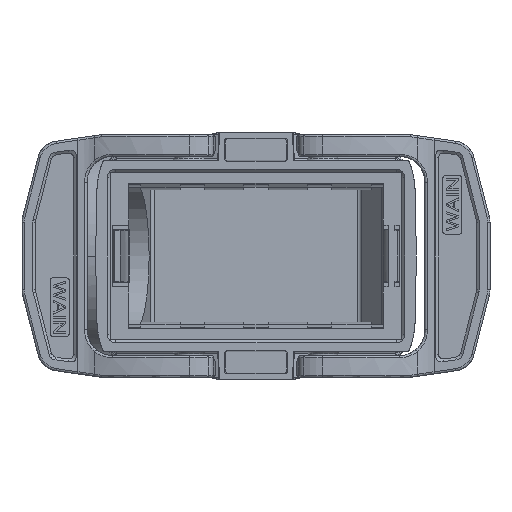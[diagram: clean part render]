
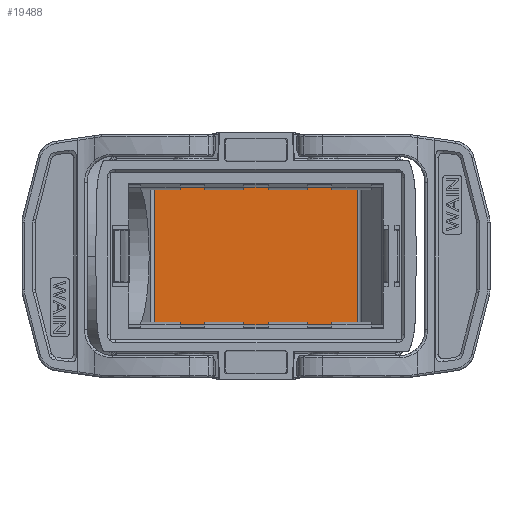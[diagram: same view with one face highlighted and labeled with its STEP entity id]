
A CAD part, front view. The second image highlights one B-rep face of the part: STEP entity #19488.
In plain terms, the highlighted planar face has unit normal (0, -1, 0).
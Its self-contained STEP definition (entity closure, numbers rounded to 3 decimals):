
#222=DIRECTION('',(0.,0.,-1.));
#223=VECTOR('',#222,34.003);
#224=CARTESIAN_POINT('',(-23.477,60.,17.002));
#225=LINE('',#224,#223);
#236=DIRECTION('',(1.,0.,0.));
#237=VECTOR('',#236,46.955);
#238=CARTESIAN_POINT('',(-23.477,60.,-17.002));
#239=LINE('',#238,#237);
#255=DIRECTION('',(0.,0.,1.));
#256=VECTOR('',#255,34.003);
#257=CARTESIAN_POINT('',(23.477,60.,-17.002));
#258=LINE('',#257,#256);
#274=DIRECTION('',(-1.,0.,0.));
#275=VECTOR('',#274,46.955);
#276=CARTESIAN_POINT('',(23.477,60.,17.002));
#277=LINE('',#276,#275);
#15749=CARTESIAN_POINT('',(-23.477,60.,17.002));
#15750=CARTESIAN_POINT('',(-23.477,60.,-17.002));
#15751=VERTEX_POINT('',#15749);
#15752=VERTEX_POINT('',#15750);
#15759=CARTESIAN_POINT('',(23.477,60.,-17.002));
#15760=VERTEX_POINT('',#15759);
#15765=CARTESIAN_POINT('',(23.477,60.,17.002));
#15766=VERTEX_POINT('',#15765);
#19473=CARTESIAN_POINT('',(0.,60.,0.));
#19474=DIRECTION('',(0.,1.,0.));
#19475=DIRECTION('',(1.,0.,0.));
#19476=AXIS2_PLACEMENT_3D('',#19473,#19474,#19475);
#19477=PLANE('',#19476);
#19479=ORIENTED_EDGE('',*,*,#19478,.F.);
#19481=ORIENTED_EDGE('',*,*,#19480,.F.);
#19483=ORIENTED_EDGE('',*,*,#19482,.F.);
#19485=ORIENTED_EDGE('',*,*,#19484,.F.);
#19486=EDGE_LOOP('',(#19479,#19481,#19483,#19485));
#19487=FACE_OUTER_BOUND('',#19486,.F.);
#19488=ADVANCED_FACE('',(#19487),#19477,.F.);
#19478=EDGE_CURVE('',#15751,#15752,#225,.T.);
#19480=EDGE_CURVE('',#15766,#15751,#277,.T.);
#19482=EDGE_CURVE('',#15760,#15766,#258,.T.);
#19484=EDGE_CURVE('',#15752,#15760,#239,.T.);
